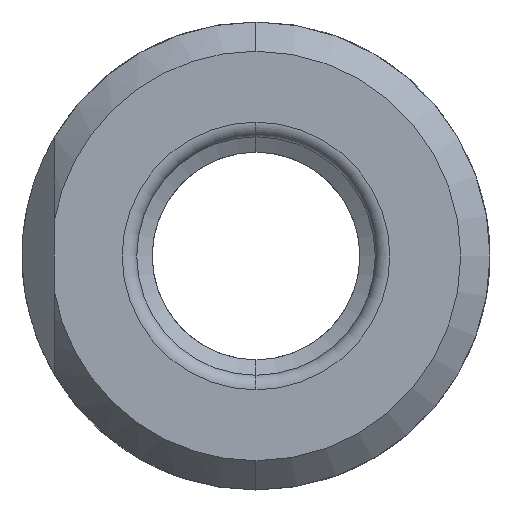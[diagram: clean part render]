
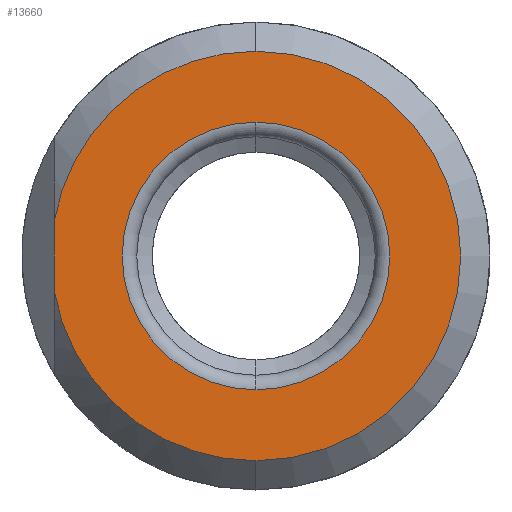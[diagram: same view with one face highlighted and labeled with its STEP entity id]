
A CAD part, left-side view. The second image highlights one B-rep face of the part: STEP entity #13660.
In plain terms, the highlighted planar face has unit normal (-1, 0, 0).
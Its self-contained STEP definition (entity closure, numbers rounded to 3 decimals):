
#1400 = ORIENTED_EDGE ( 'NONE', *, *, #2315, .T. ) ;
#1401 = ORIENTED_EDGE ( 'NONE', *, *, #3579, .T. ) ;
#1402 = ORIENTED_EDGE ( 'NONE', *, *, #2173, .F. ) ;
#1422 = ORIENTED_EDGE ( 'NONE', *, *, #3586, .T. ) ;
#1424 = ORIENTED_EDGE ( 'NONE', *, *, #3608, .T. ) ;
#1434 = ORIENTED_EDGE ( 'NONE', *, *, #2163, .T. ) ;
#1471 = VERTEX_POINT ( 'NONE', #5190 ) ;
#1502 = VERTEX_POINT ( 'NONE', #5209 ) ;
#1505 = VERTEX_POINT ( 'NONE', #5237 ) ;
#1513 = VERTEX_POINT ( 'NONE', #5218 ) ;
#1515 = VERTEX_POINT ( 'NONE', #5222 ) ;
#1895 = AXIS2_PLACEMENT_3D ( 'NONE', #13110, #13098, #13112 ) ;
#2163 = EDGE_CURVE ( 'NONE', #1471, #1502, #18634, .T. ) ;
#2173 = EDGE_CURVE ( 'NONE', #4146, #1505, #18657, .T. ) ;
#2315 = EDGE_CURVE ( 'NONE', #4146, #1513, #18928, .T. ) ;
#3354 = FACE_BOUND ( 'NONE', #3465, .T. ) ;
#3367 = FACE_OUTER_BOUND ( 'NONE', #3430, .T. ) ;
#3430 = EDGE_LOOP ( 'NONE', ( #1400, #1401, #1424, #1402 ) ) ;
#3465 = EDGE_LOOP ( 'NONE', ( #1422, #1434 ) ) ;
#3579 = EDGE_CURVE ( 'NONE', #1513, #1515, #19321, .T. ) ;
#3586 = EDGE_CURVE ( 'NONE', #1502, #1471, #19311, .T. ) ;
#3608 = EDGE_CURVE ( 'NONE', #1515, #1505, #19414, .T. ) ;
#4146 = VERTEX_POINT ( 'NONE', #18520 ) ;
#5056 = DIRECTION ( 'NONE',  ( 0., 0., 1. ) ) ;
#5065 = DIRECTION ( 'NONE',  ( -1., 0., 0. ) ) ;
#5073 = CARTESIAN_POINT ( 'NONE',  ( 0., 0., 0. ) ) ;
#5190 = CARTESIAN_POINT ( 'NONE',  ( 0., 0., 4.575 ) ) ;
#5209 = CARTESIAN_POINT ( 'NONE',  ( 0., 0., -4.575 ) ) ;
#5218 = CARTESIAN_POINT ( 'NONE',  ( 0., 0., -7. ) ) ;
#5222 = CARTESIAN_POINT ( 'NONE',  ( 0., 0., 7. ) ) ;
#5237 = CARTESIAN_POINT ( 'NONE',  ( 0., 6.9, 1.179 ) ) ;
#5351 = DIRECTION ( 'NONE',  ( 0., 0., -1. ) ) ;
#5353 = DIRECTION ( 'NONE',  ( 1., 0., 0. ) ) ;
#5391 = CARTESIAN_POINT ( 'NONE',  ( 0., 0., 0. ) ) ;
#5459 = CARTESIAN_POINT ( 'NONE',  ( 0., 6.9, -8. ) ) ;
#5489 = DIRECTION ( 'NONE',  ( 0., 0., 1. ) ) ;
#6661 = AXIS2_PLACEMENT_3D ( 'NONE', #5073, #5065, #5056 ) ;
#6702 = AXIS2_PLACEMENT_3D ( 'NONE', #17631, #17664, #17628 ) ;
#6724 = AXIS2_PLACEMENT_3D ( 'NONE', #17687, #17693, #17637 ) ;
#6732 = AXIS2_PLACEMENT_3D ( 'NONE', #18343, #18280, #18324 ) ;
#6830 = AXIS2_PLACEMENT_3D ( 'NONE', #5391, #5353, #5351 ) ;
#13097 = PLANE ( 'NONE',  #1895 ) ;
#13098 = DIRECTION ( 'NONE',  ( 1., 0., 0. ) ) ;
#13110 = CARTESIAN_POINT ( 'NONE',  ( 0., 0., 0. ) ) ;
#13112 = DIRECTION ( 'NONE',  ( 0., 0., -1. ) ) ;
#13660 = ADVANCED_FACE ( 'NONE', ( #3354, #3367 ), #13097, .F. ) ;
#17628 = DIRECTION ( 'NONE',  ( 0., 0., 1. ) ) ;
#17631 = CARTESIAN_POINT ( 'NONE',  ( 0., 0., 0. ) ) ;
#17637 = DIRECTION ( 'NONE',  ( 0., 0., -1. ) ) ;
#17664 = DIRECTION ( 'NONE',  ( -1., 0., 0. ) ) ;
#17687 = CARTESIAN_POINT ( 'NONE',  ( 0., 0., 0. ) ) ;
#17693 = DIRECTION ( 'NONE',  ( 1., 0., 0. ) ) ;
#18280 = DIRECTION ( 'NONE',  ( -1., 0., 0. ) ) ;
#18324 = DIRECTION ( 'NONE',  ( 0., 0., 1. ) ) ;
#18343 = CARTESIAN_POINT ( 'NONE',  ( 0., 0., 0. ) ) ;
#18520 = CARTESIAN_POINT ( 'NONE',  ( 0., 6.9, -1.179 ) ) ;
#18634 = CIRCLE ( 'NONE', #6830, 4.575 ) ;
#18657 = LINE ( 'NONE', #5459, #18808 ) ;
#18808 = VECTOR ( 'NONE', #5489, 1000. ) ;
#18928 = CIRCLE ( 'NONE', #6661, 7. ) ;
#19311 = CIRCLE ( 'NONE', #6724, 4.575 ) ;
#19321 = CIRCLE ( 'NONE', #6702, 7. ) ;
#19414 = CIRCLE ( 'NONE', #6732, 7. ) ;
